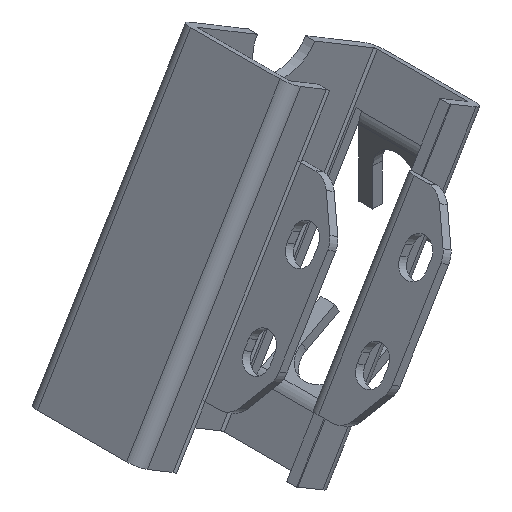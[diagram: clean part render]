
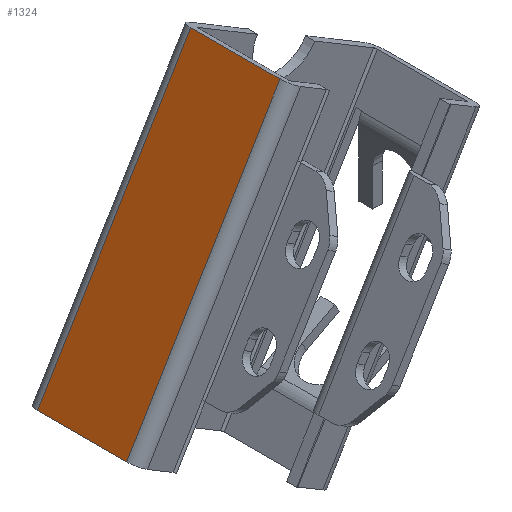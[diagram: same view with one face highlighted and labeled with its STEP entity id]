
A CAD part, isometric view. The second image highlights one B-rep face of the part: STEP entity #1324.
In plain terms, the highlighted planar face has unit normal (-0.857, 0, 0.515).
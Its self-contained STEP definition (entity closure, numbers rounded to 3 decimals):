
#1266=CARTESIAN_POINT('',(-15.198,41.0,69.029));
#1267=VERTEX_POINT('',#1266);
#1276=CARTESIAN_POINT('',(-56.401,41.0,0.455));
#1277=VERTEX_POINT('',#1276);
#1285=CARTESIAN_POINT('',(-15.198,41.0,69.029));
#1286=DIRECTION('',(-0.515,0.0,-0.857));
#1287=VECTOR('',#1286,80.);
#1288=LINE('',#1285,#1287);
#1289=EDGE_CURVE('',#1267,#1277,#1288,.T.);
#1294=CARTESIAN_POINT('',(-35.8,17.,34.742));
#1295=DIRECTION('',(-0.857,0.0,0.515));
#1296=DIRECTION('',(0.515,0.0,0.857));
#1297=AXIS2_PLACEMENT_3D('',#1294,#1295,#1296);
#1298=PLANE('',#1297);
#1299=CARTESIAN_POINT('',(-15.198,17.,69.029));
#1300=VERTEX_POINT('',#1299);
#1301=CARTESIAN_POINT('',(-15.198,17.,69.029));
#1302=DIRECTION('',(0.0,1.0,0.0));
#1303=VECTOR('',#1302,24.);
#1304=LINE('',#1301,#1303);
#1305=EDGE_CURVE('',#1300,#1267,#1304,.T.);
#1306=ORIENTED_EDGE('',*,*,#1305,.T.);
#1307=ORIENTED_EDGE('',*,*,#1289,.T.);
#1308=CARTESIAN_POINT('',(-56.401,17.,0.455));
#1309=VERTEX_POINT('',#1308);
#1310=CARTESIAN_POINT('',(-56.401,41.0,0.455));
#1311=DIRECTION('',(0.0,-1.0,0.0));
#1312=VECTOR('',#1311,24.);
#1313=LINE('',#1310,#1312);
#1314=EDGE_CURVE('',#1277,#1309,#1313,.T.);
#1315=ORIENTED_EDGE('',*,*,#1314,.T.);
#1316=CARTESIAN_POINT('',(-15.198,17.,69.029));
#1317=DIRECTION('',(-0.515,0.0,-0.857));
#1318=VECTOR('',#1317,80.);
#1319=LINE('',#1316,#1318);
#1320=EDGE_CURVE('',#1300,#1309,#1319,.T.);
#1321=ORIENTED_EDGE('',*,*,#1320,.F.);
#1322=EDGE_LOOP('',(#1306,#1307,#1315,#1321));
#1323=FACE_OUTER_BOUND('',#1322,.T.);
#1324=ADVANCED_FACE('',(#1323),#1298,.T.);
